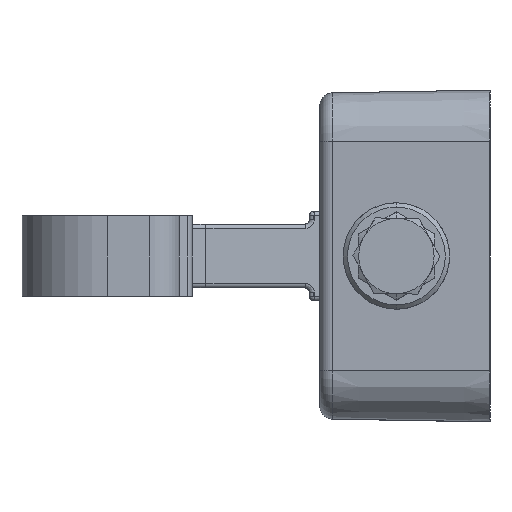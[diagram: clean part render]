
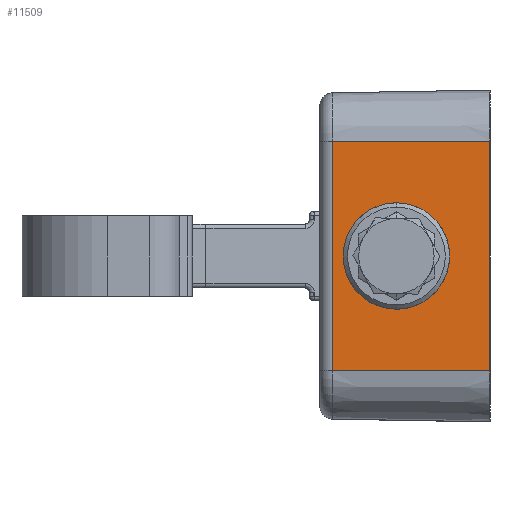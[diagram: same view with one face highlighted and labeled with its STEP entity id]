
A CAD part, left-side view. The second image highlights one B-rep face of the part: STEP entity #11509.
In plain terms, the highlighted planar face has unit normal (-1, 0.018, 0).
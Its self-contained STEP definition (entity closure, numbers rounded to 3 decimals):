
#70 = EDGE_CURVE ( 'NONE', #2123, #2124, #15661, .T. ) ;
#173 = EDGE_CURVE ( 'NONE', #2053, #2123, #4566, .T. ) ;
#177 = EDGE_CURVE ( 'NONE', #2063, #2060, #16944, .T. ) ;
#178 = EDGE_CURVE ( 'NONE', #21091, #2124, #4577, .T. ) ;
#179 = EDGE_CURVE ( 'NONE', #21091, #2053, #4579, .T. ) ;
#2053 = VERTEX_POINT ( 'NONE', #19917 ) ;
#2060 = VERTEX_POINT ( 'NONE', #19924 ) ;
#2063 = VERTEX_POINT ( 'NONE', #19927 ) ;
#2123 = VERTEX_POINT ( 'NONE', #19987 ) ;
#2124 = VERTEX_POINT ( 'NONE', #19988 ) ;
#4566 = LINE ( 'NONE', #30507, #4572 ) ;
#4572 = VECTOR ( 'NONE', #30508, 1000. ) ;
#4575 = VECTOR ( 'NONE', #30541, 1000. ) ;
#4577 = LINE ( 'NONE', #30539, #4575 ) ;
#4579 = LINE ( 'NONE', #30543, #4582 ) ;
#4582 = VECTOR ( 'NONE', #30544, 1000. ) ;
#6506 = CARTESIAN_POINT ( 'NONE',  ( -97.616, 22., 12.5 ) ) ;
#6507 = CARTESIAN_POINT ( 'NONE',  ( -98.052, -3., 12.5 ) ) ;
#6511 = CARTESIAN_POINT ( 'NONE',  ( -98.052, -3., -12.5 ) ) ;
#6512 = CARTESIAN_POINT ( 'NONE',  ( -97.616, 22., -12.5 ) ) ;
#6576 = CARTESIAN_POINT ( 'NONE',  ( -97.353, 37.052, 27. ) ) ;
#10422 = CARTESIAN_POINT ( 'NONE',  ( -98., 0., -27. ) ) ;
#10430 = PLANE ( 'NONE',  #17648 ) ;
#10432 = DIRECTION ( 'NONE',  ( -1., 0.017, 0. ) ) ;
#10433 = DIRECTION ( 'NONE',  ( -0.017, -1., 0. ) ) ;
#11509 = ADVANCED_FACE ( 'NONE', ( #18334, #18345 ), #10430, .T. ) ;
#13455 = ORIENTED_EDGE ( 'NONE', *, *, #177, .T. ) ;
#13456 = ORIENTED_EDGE ( 'NONE', *, *, #17438, .T. ) ;
#13457 = ORIENTED_EDGE ( 'NONE', *, *, #178, .F. ) ;
#13458 = ORIENTED_EDGE ( 'NONE', *, *, #179, .T. ) ;
#13459 = ORIENTED_EDGE ( 'NONE', *, *, #173, .T. ) ;
#13460 = ORIENTED_EDGE ( 'NONE', *, *, #70, .T. ) ;
#15661 = LINE ( 'NONE', #29629, #15673 ) ;
#15673 = VECTOR ( 'NONE', #29628, 1000. ) ;
#16944 =( BOUNDED_CURVE ( )  B_SPLINE_CURVE ( 3, ( #30538, #30514, #30521, #30540 ),
 .UNSPECIFIED., .F., .F. ) 
 B_SPLINE_CURVE_WITH_KNOTS ( ( 4, 4 ),
 ( 4.712, 7.854 ),
 .UNSPECIFIED. ) 
 CURVE ( )  GEOMETRIC_REPRESENTATION_ITEM ( )  RATIONAL_B_SPLINE_CURVE ( ( 1., 0.333, 0.333, 1. ) ) 
 REPRESENTATION_ITEM ( '' )  );
#17438 = EDGE_CURVE ( 'NONE', #2060, #2063, #24241, .T. ) ;
#17648 = AXIS2_PLACEMENT_3D ( 'NONE', #10422, #10432, #10433 ) ;
#18334 = FACE_BOUND ( 'NONE', #26904, .T. ) ;
#18345 = FACE_OUTER_BOUND ( 'NONE', #26949, .T. ) ;
#19917 = CARTESIAN_POINT ( 'NONE',  ( -97.353, 37.052, -27. ) ) ;
#19924 = CARTESIAN_POINT ( 'NONE',  ( -97.616, 22., 12.5 ) ) ;
#19927 = CARTESIAN_POINT ( 'NONE',  ( -97.616, 22., -12.5 ) ) ;
#19987 = CARTESIAN_POINT ( 'NONE',  ( -98., 0., -27. ) ) ;
#19988 = CARTESIAN_POINT ( 'NONE',  ( -98., 0., 27. ) ) ;
#21091 = VERTEX_POINT ( 'NONE', #6576 ) ;
#24241 =( BOUNDED_CURVE ( )  B_SPLINE_CURVE ( 3, ( #6506, #6507, #6511, #6512 ),
 .UNSPECIFIED., .F., .F. ) 
 B_SPLINE_CURVE_WITH_KNOTS ( ( 4, 4 ),
 ( 1.571, 4.712 ),
 .UNSPECIFIED. ) 
 CURVE ( )  GEOMETRIC_REPRESENTATION_ITEM ( )  RATIONAL_B_SPLINE_CURVE ( ( 1., 0.333, 0.333, 1. ) ) 
 REPRESENTATION_ITEM ( '' )  );
#26904 = EDGE_LOOP ( 'NONE', ( #13455, #13456 ) ) ;
#26949 = EDGE_LOOP ( 'NONE', ( #13457, #13458, #13459, #13460 ) ) ;
#29628 = DIRECTION ( 'NONE',  ( 0., 0., 1. ) ) ;
#29629 = CARTESIAN_POINT ( 'NONE',  ( -98., 0., -27. ) ) ;
#30507 = CARTESIAN_POINT ( 'NONE',  ( -98., 0., -27. ) ) ;
#30508 = DIRECTION ( 'NONE',  ( -0.017, -1., 0. ) ) ;
#30514 = CARTESIAN_POINT ( 'NONE',  ( -97.18, 47., -12.5 ) ) ;
#30521 = CARTESIAN_POINT ( 'NONE',  ( -97.18, 47., 12.5 ) ) ;
#30538 = CARTESIAN_POINT ( 'NONE',  ( -97.616, 22., -12.5 ) ) ;
#30539 = CARTESIAN_POINT ( 'NONE',  ( -98., 0., 27. ) ) ;
#30540 = CARTESIAN_POINT ( 'NONE',  ( -97.616, 22., 12.5 ) ) ;
#30541 = DIRECTION ( 'NONE',  ( -0.017, -1., 0. ) ) ;
#30543 = CARTESIAN_POINT ( 'NONE',  ( -97.353, 37.052, -27. ) ) ;
#30544 = DIRECTION ( 'NONE',  ( 0., 0., -1. ) ) ;
